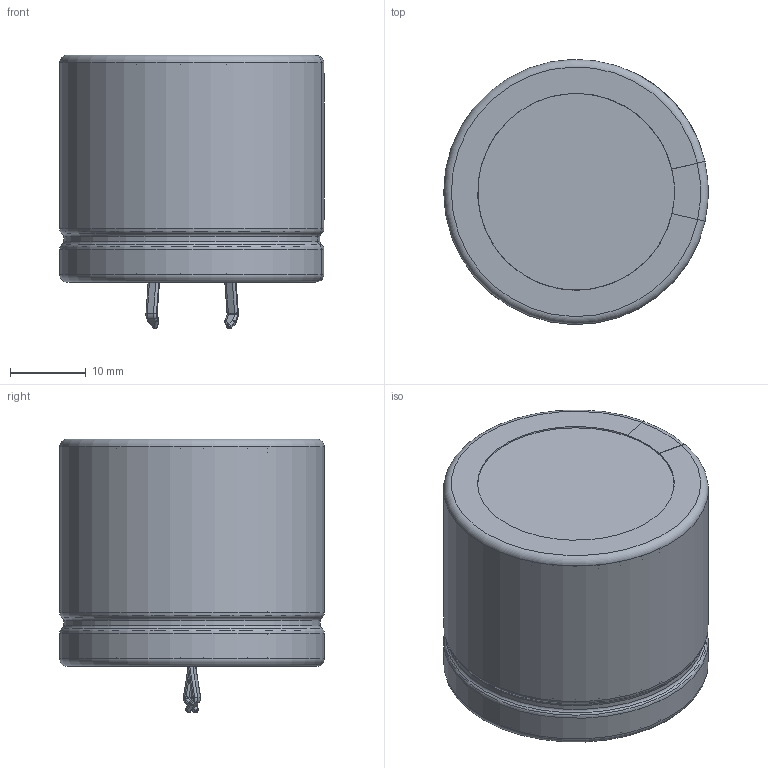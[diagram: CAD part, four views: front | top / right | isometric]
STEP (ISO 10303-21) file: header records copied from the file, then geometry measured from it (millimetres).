
FILE_DESCRIPTION(/* description */ ('Unknown'),/* implementation_level */ '2;1');
FILE_NAME(/* name */ 'CP_Wurth_WCAP-AIG5-P10D35L50',/* time_stamp */ '2025-05-09T17:01:50+08:00',/* author */ ('Unknown'),/* organization */ ('Unknown'),/* preprocessor_version */ 'ST-DEVELOPER v19.4',/* originating_system */ 'Solid Edge',/* authorisation */ 'Unknown');
FILE_SCHEMA (('AUTOMOTIVE_DESIGN {1 0 10303 214 3 1 1}'));
Length unit declared in the file: millimetre
Products named in the file (2): CP_Wurth_WCAP-AIG5-P10D35L50
Assembly tree (1 placements, depth 2):
  CP_Wurth_WCAP-AIG5-P10D35L50
    CP_Wurth_WCAP-AIG5-P10D35L50
Bounding box: 34.96 x 34.99 x 36.14 mm (x, y, z)
Volume: 27884.3 mm3; surface area: 14957.1 mm2
Topology: 1 solids, 3 shells, 605 faces, 1520 edges, 977 vertices
Faces by surface type: plane 324, cylinder 173, bspline 59, torus 33, sphere 16
Full cylindrical faces by diameter (mm): 4.5 x2, 25 x1, 26 x1, 29 x1, 33 x1, 33.5 x1, 33.52 x1, 34.58 x2, 34.6 x2
Entity records: 25718 total; most frequent: CARTESIAN_POINT 9322, ORIENTED_EDGE 2928, DIRECTION 1696, EDGE_CURVE 1464, B_SPLINE_CURVE_WITH_KNOTS 1050, VERTEX_POINT 968, AXIS2_PLACEMENT_3D 734, EDGE_LOOP 710
